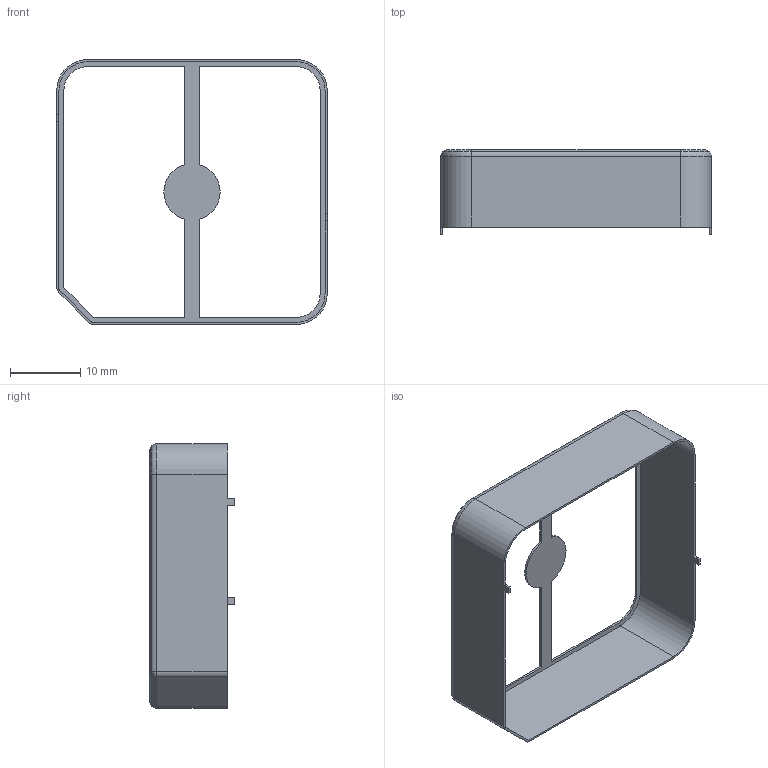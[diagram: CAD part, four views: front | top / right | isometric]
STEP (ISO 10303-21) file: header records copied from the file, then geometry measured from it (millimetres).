
FILE_DESCRIPTION(/* description */ (''),/* implementation_level */ '2;1');
FILE_NAME(/* name */ 'Shield_Masach_MS384-10_38.4x37.6x11mm_TH.step',/* time_stamp */ '2019-08-05T22:24:58+01:00',/* author */ (''),/* organization */ (''),/* preprocessor_version */ 'ST-DEVELOPER v18',/* originating_system */ 'Autodesk Translation Framework v8.2.0.1029',/* authorisation */ '');
FILE_SCHEMA (('AUTOMOTIVE_DESIGN { 1 0 10303 214 3 1 1 }'));
Length unit declared in the file: millimetre
Products named in the file (1): Shield_Masach_MS384-10
Bounding box: 38.4 x 12 x 37.6 mm (x, y, z)
Volume: 501.3 mm3; surface area: 3592.6 mm2
Topology: 1 solids, 1 shells, 54 faces, 144 edges, 88 vertices
Faces by surface type: plane 31, cylinder 18, torus 3, sphere 2
Entity records: 1714 total; most frequent: DIRECTION 296, ORIENTED_EDGE 288, CARTESIAN_POINT 287, EDGE_CURVE 144, LINE 102, VECTOR 102, AXIS2_PLACEMENT_3D 97, VERTEX_POINT 88
